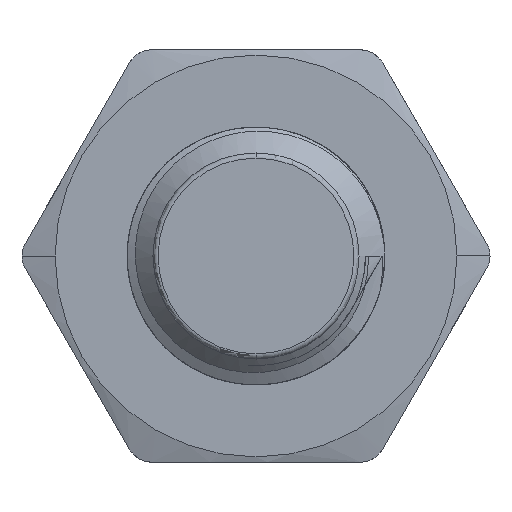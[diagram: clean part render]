
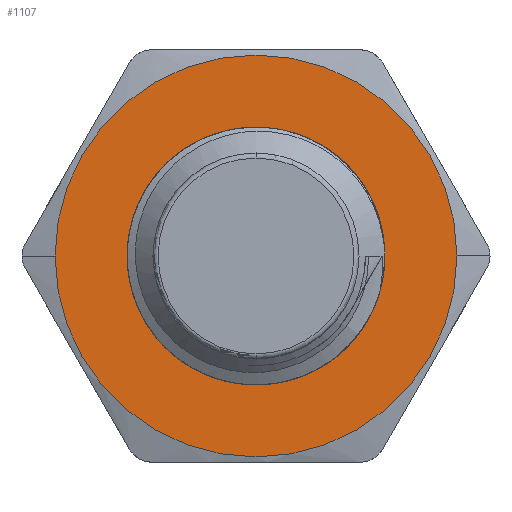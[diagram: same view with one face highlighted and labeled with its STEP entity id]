
A CAD part, front view. The second image highlights one B-rep face of the part: STEP entity #1107.
In plain terms, the highlighted planar face has unit normal (0, -1, 0).
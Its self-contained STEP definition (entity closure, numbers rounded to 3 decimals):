
#1107=ADVANCED_FACE('',(#1738,#1739),#1505,.T.);
#1505=PLANE('',#7477);
#1738=FACE_BOUND('',#1816,.T.);
#1739=FACE_BOUND('',#1817,.T.);
#1816=EDGE_LOOP('',(#2433,#2434));
#1817=EDGE_LOOP('',(#2435,#2436));
#2433=ORIENTED_EDGE('',*,*,#5218,.F.);
#2434=ORIENTED_EDGE('',*,*,#5216,.F.);
#2435=ORIENTED_EDGE('',*,*,#5219,.F.);
#2436=ORIENTED_EDGE('',*,*,#5220,.F.);
#4491=VERTEX_POINT('',#10127);
#4492=VERTEX_POINT('',#10129);
#4493=VERTEX_POINT('',#10135);
#4494=VERTEX_POINT('',#10136);
#5216=EDGE_CURVE('',#4491,#4492,#6186,.T.);
#5218=EDGE_CURVE('',#4492,#4491,#6187,.T.);
#5219=EDGE_CURVE('',#4493,#4494,#6188,.T.);
#5220=EDGE_CURVE('',#4494,#4493,#6189,.T.);
#6186=CIRCLE('',#7471,3.9);
#6187=CIRCLE('',#7473,3.9);
#6188=CIRCLE('',#7475,2.25);
#6189=CIRCLE('',#7476,2.25);
#7471=AXIS2_PLACEMENT_3D('',#10128,#8159,#8160);
#7473=AXIS2_PLACEMENT_3D('',#10132,#8164,#8165);
#7475=AXIS2_PLACEMENT_3D('',#10134,#8168,#8169);
#7476=AXIS2_PLACEMENT_3D('',#10137,#8170,#8171);
#7477=AXIS2_PLACEMENT_3D('',#10138,#8172,#8173);
#8159=DIRECTION('',(0.,1.,0.));
#8160=DIRECTION('',(1.,0.,0.));
#8164=DIRECTION('',(0.,1.,0.));
#8165=DIRECTION('',(-1.,0.,0.));
#8168=DIRECTION('',(0.,-1.,0.));
#8169=DIRECTION('',(-1.,0.,0.));
#8170=DIRECTION('',(0.,-1.,0.));
#8171=DIRECTION('',(1.,0.,0.));
#8172=DIRECTION('',(0.,-1.,0.));
#8173=DIRECTION('',(-1.,0.,0.));
#10127=CARTESIAN_POINT('',(3.9,7.,0.));
#10128=CARTESIAN_POINT('',(0.,7.,0.));
#10129=CARTESIAN_POINT('',(-3.9,7.,0.));
#10132=CARTESIAN_POINT('',(0.,7.,0.));
#10134=CARTESIAN_POINT('',(0.,7.,0.));
#10135=CARTESIAN_POINT('',(-2.25,7.,0.));
#10136=CARTESIAN_POINT('',(2.25,7.,0.));
#10137=CARTESIAN_POINT('',(0.,7.,0.));
#10138=CARTESIAN_POINT('',(0.,7.,0.));
